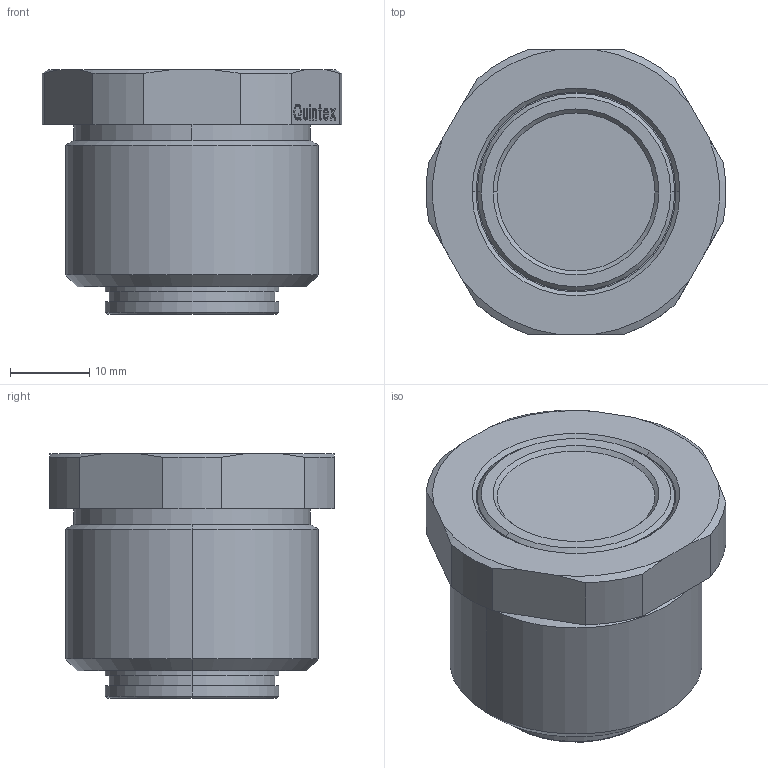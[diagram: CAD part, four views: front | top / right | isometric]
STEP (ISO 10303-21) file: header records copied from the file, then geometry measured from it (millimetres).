
FILE_DESCRIPTION(('Creo Elements/Direct Modeling STEP Export'),'2;1');
FILE_NAME('LBPP22.stp','2017-07-25T14:19:33',(''),(''),'Creo Elements/Direct Modeling STEP processor for AP214 (Solid Model)','Creo Elements/Direct Modeling 18.1E 22-Nov-2013 (C) Parametric Technology GmbH','');
FILE_SCHEMA(('AUTOMOTIVE_DESIGN { 1 0 10303 214 1 1 1 1 }'));
Length unit declared in the file: millimetre
Products named in the file (3): Steckhuelse19; T1.1; B1
Assembly tree (2 placements, depth 2):
  B1
    T1.1
    Steckhuelse19
Bounding box: 37.92 x 36 x 31 mm (x, y, z)
Volume: 24659.6 mm3; surface area: 9812 mm2
Topology: 2 solids, 3 shells, 498 faces, 1386 edges, 922 vertices
Faces by surface type: plane 448, cylinder 28, cone 22
Entity records: 15768 total; most frequent: CARTESIAN_POINT 2893, ORIENTED_EDGE 2772, DIRECTION 2509, EDGE_CURVE 1386, VECTOR 1121, LINE 1121, VERTEX_POINT 922, AXIS2_PLACEMENT_3D 694
